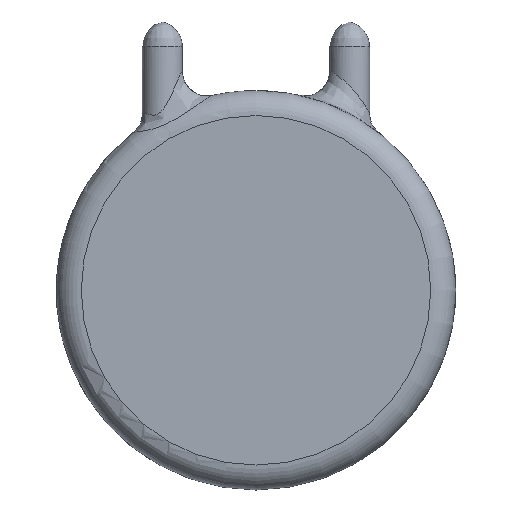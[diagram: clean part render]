
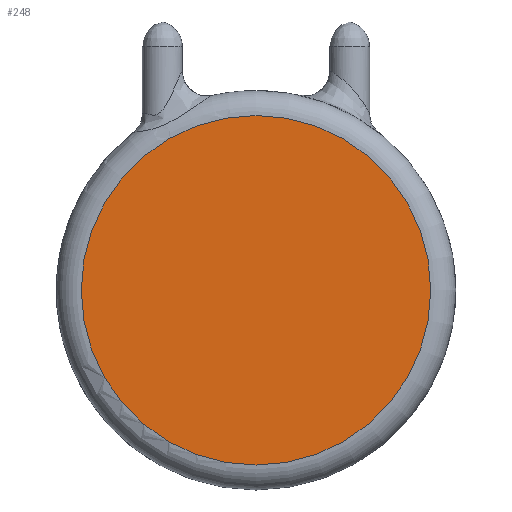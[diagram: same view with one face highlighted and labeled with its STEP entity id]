
A CAD part, front view. The second image highlights one B-rep face of the part: STEP entity #248.
In plain terms, the highlighted planar face has unit normal (0, -1, 0).
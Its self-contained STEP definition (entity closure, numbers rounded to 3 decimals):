
#14=PLANE('',#285);
#39=FACE_OUTER_BOUND('',#52,.T.);
#52=EDGE_LOOP('',(#178,#179));
#71=CIRCLE('',#286,7.);
#72=CIRCLE('',#287,7.);
#107=VERTEX_POINT('',#1408);
#108=VERTEX_POINT('',#1409);
#135=EDGE_CURVE('',#107,#108,#71,.T.);
#136=EDGE_CURVE('',#108,#107,#72,.T.);
#178=ORIENTED_EDGE('',*,*,#135,.F.);
#179=ORIENTED_EDGE('',*,*,#136,.F.);
#248=ADVANCED_FACE('',(#39),#14,.F.);
#285=AXIS2_PLACEMENT_3D('',#1407,#333,#334);
#286=AXIS2_PLACEMENT_3D('',#1410,#335,#336);
#287=AXIS2_PLACEMENT_3D('',#1411,#337,#338);
#333=DIRECTION('center_axis',(0.,1.,0.));
#334=DIRECTION('ref_axis',(0.,0.,1.));
#335=DIRECTION('center_axis',(0.,1.,0.));
#336=DIRECTION('ref_axis',(0.,0.,1.));
#337=DIRECTION('center_axis',(0.,1.,0.));
#338=DIRECTION('ref_axis',(0.,0.,1.));
#1407=CARTESIAN_POINT('Origin',(0.,0.,0.));
#1408=CARTESIAN_POINT('',(0.,0.,7.));
#1409=CARTESIAN_POINT('',(0.,0.,-7.));
#1410=CARTESIAN_POINT('Origin',(0.,0.,0.));
#1411=CARTESIAN_POINT('Origin',(0.,0.,0.));
